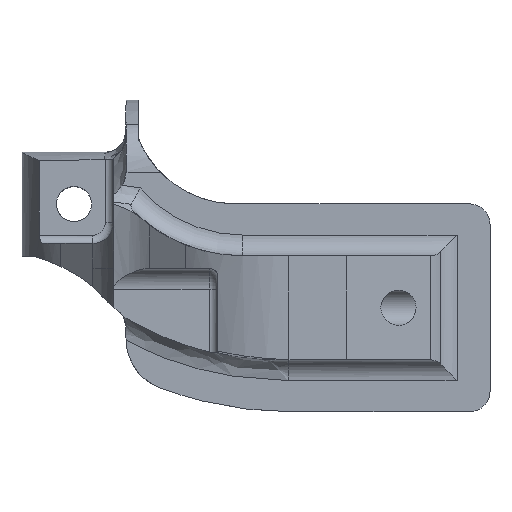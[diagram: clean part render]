
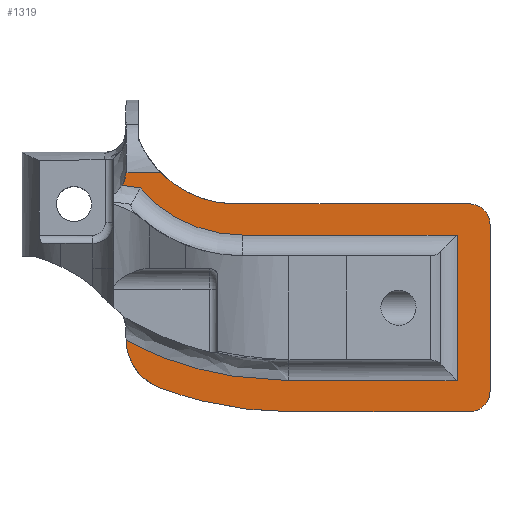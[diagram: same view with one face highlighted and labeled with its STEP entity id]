
A CAD part, top view. The second image highlights one B-rep face of the part: STEP entity #1319.
In plain terms, the highlighted face is planar.
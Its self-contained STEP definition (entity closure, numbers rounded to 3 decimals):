
#61=B_SPLINE_CURVE_WITH_KNOTS('',3,(#1876,#1877,#1878,#1879,#1880,#1881,
#1882),.UNSPECIFIED.,.F.,.F.,(4,3,4),(0.031,0.867,
1.518),.UNSPECIFIED.);
#68=B_SPLINE_CURVE_WITH_KNOTS('',3,(#1943,#1944,#1945,#1946),
 .UNSPECIFIED.,.F.,.F.,(4,4),(-0.532,0.301),
 .UNSPECIFIED.);
#88=B_SPLINE_CURVE_WITH_KNOTS('',3,(#2232,#2233,#2234,#2235,#2236),
 .UNSPECIFIED.,.F.,.F.,(4,1,4),(-4.638,-2.122,-0.582),
 .UNSPECIFIED.);
#100=B_SPLINE_CURVE_WITH_KNOTS('',3,(#2540,#2541,#2542,#2543),
 .UNSPECIFIED.,.F.,.F.,(4,4),(0.415,0.854),
 .UNSPECIFIED.);
#107=B_SPLINE_CURVE_WITH_KNOTS('',3,(#2638,#2639,#2640,#2641,#2642,#2643),
 .UNSPECIFIED.,.F.,.F.,(4,2,4),(0.03,0.25,0.355),
 .UNSPECIFIED.);
#123=B_SPLINE_CURVE_WITH_KNOTS('',3,(#3131,#3132,#3133,#3134,#3135,#3136,
#3137),.UNSPECIFIED.,.F.,.F.,(4,3,4),(0.,2.353,2.802),
 .UNSPECIFIED.);
#147=PLANE('',#1444);
#218=FACE_OUTER_BOUND('',#293,.T.);
#293=EDGE_LOOP('',(#1198,#1199,#1200,#1201,#1202,#1203,#1204,#1205,#1206,
#1207,#1208,#1209,#1210,#1211,#1212,#1213));
#298=LINE('',#1767,#378);
#305=LINE('',#1800,#385);
#320=LINE('',#1978,#400);
#321=LINE('',#1982,#401);
#336=LINE('',#2885,#416);
#375=LINE('',#3139,#455);
#378=VECTOR('',#1462,10.);
#385=VECTOR('',#1481,10.);
#400=VECTOR('',#1530,10.);
#401=VECTOR('',#1535,5.);
#416=VECTOR('',#1596,10.);
#455=VECTOR('',#1745,10.);
#457=CIRCLE('',#1339,5.);
#460=CIRCLE('',#1345,5.);
#467=CIRCLE('',#1359,25.);
#475=CIRCLE('',#1392,32.5);
#493=VERTEX_POINT('',#1760);
#494=VERTEX_POINT('',#1762);
#495=VERTEX_POINT('',#1766);
#503=VERTEX_POINT('',#1795);
#504=VERTEX_POINT('',#1799);
#517=VERTEX_POINT('',#1870);
#518=VERTEX_POINT('',#1875);
#521=VERTEX_POINT('',#1916);
#524=VERTEX_POINT('',#1938);
#525=VERTEX_POINT('',#1948);
#532=VERTEX_POINT('',#1975);
#533=VERTEX_POINT('',#1977);
#534=VERTEX_POINT('',#1981);
#570=VERTEX_POINT('',#2496);
#574=VERTEX_POINT('',#2529);
#587=VERTEX_POINT('',#2884);
#624=EDGE_CURVE('',#494,#493,#457,.T.);
#626=EDGE_CURVE('',#495,#494,#298,.T.);
#636=EDGE_CURVE('',#503,#495,#460,.T.);
#638=EDGE_CURVE('',#504,#503,#305,.T.);
#657=EDGE_CURVE('',#518,#517,#61,.T.);
#666=EDGE_CURVE('',#521,#524,#68,.T.);
#667=EDGE_CURVE('',#521,#525,#467,.T.);
#676=EDGE_CURVE('',#533,#532,#320,.T.);
#678=EDGE_CURVE('',#534,#533,#321,.T.);
#718=EDGE_CURVE('',#532,#518,#88,.T.);
#732=EDGE_CURVE('',#570,#574,#100,.T.);
#740=EDGE_CURVE('',#524,#570,#107,.T.);
#751=EDGE_CURVE('',#587,#534,#336,.T.);
#755=EDGE_CURVE('',#574,#587,#475,.T.);
#820=EDGE_CURVE('',#504,#517,#123,.T.);
#821=EDGE_CURVE('',#493,#525,#375,.T.);
#1198=ORIENTED_EDGE('',*,*,#624,.T.);
#1199=ORIENTED_EDGE('',*,*,#821,.T.);
#1200=ORIENTED_EDGE('',*,*,#667,.F.);
#1201=ORIENTED_EDGE('',*,*,#666,.T.);
#1202=ORIENTED_EDGE('',*,*,#740,.T.);
#1203=ORIENTED_EDGE('',*,*,#732,.T.);
#1204=ORIENTED_EDGE('',*,*,#755,.T.);
#1205=ORIENTED_EDGE('',*,*,#751,.T.);
#1206=ORIENTED_EDGE('',*,*,#678,.T.);
#1207=ORIENTED_EDGE('',*,*,#676,.T.);
#1208=ORIENTED_EDGE('',*,*,#718,.T.);
#1209=ORIENTED_EDGE('',*,*,#657,.T.);
#1210=ORIENTED_EDGE('',*,*,#820,.F.);
#1211=ORIENTED_EDGE('',*,*,#638,.T.);
#1212=ORIENTED_EDGE('',*,*,#636,.T.);
#1213=ORIENTED_EDGE('',*,*,#626,.T.);
#1319=ADVANCED_FACE('',(#218),#147,.F.);
#1339=AXIS2_PLACEMENT_3D('',#1763,#1457,#1458);
#1345=AXIS2_PLACEMENT_3D('',#1796,#1476,#1477);
#1359=AXIS2_PLACEMENT_3D('',#1949,#1516,#1517);
#1392=AXIS2_PLACEMENT_3D('',#2892,#1604,#1605);
#1444=AXIS2_PLACEMENT_3D('',#3140,#1746,#1747);
#1457=DIRECTION('center_axis',(0.,0.,
-1.));
#1458=DIRECTION('ref_axis',(-0.707,0.707,0.));
#1462=DIRECTION('',(0.,1.,0.));
#1476=DIRECTION('center_axis',(0.,0.,
-1.));
#1477=DIRECTION('ref_axis',(-0.707,-0.707,0.));
#1481=DIRECTION('',(-1.,0.,0.));
#1516=DIRECTION('center_axis',(0.,0.,
-1.));
#1517=DIRECTION('ref_axis',(0.653,-0.758,0.));
#1530=DIRECTION('',(1.,0.,0.));
#1535=DIRECTION('',(0.,-1.,0.));
#1596=DIRECTION('',(-1.,0.,0.));
#1604=DIRECTION('center_axis',(0.,0.,
-1.));
#1605=DIRECTION('ref_axis',(0.378,-0.926,0.));
#1745=DIRECTION('',(1.,0.,0.));
#1746=DIRECTION('center_axis',(0.,0.,
1.));
#1747=DIRECTION('ref_axis',(1.,0.,0.));
#1760=CARTESIAN_POINT('',(-82.5,12.5,0.));
#1762=CARTESIAN_POINT('',(-87.5,7.5,0.));
#1763=CARTESIAN_POINT('Origin',(-82.5,7.5,0.));
#1766=CARTESIAN_POINT('',(-87.5,-32.5,0.));
#1767=CARTESIAN_POINT('',(-87.5,-37.5,0.));
#1795=CARTESIAN_POINT('',(-82.5,-37.5,0.));
#1796=CARTESIAN_POINT('Origin',(-82.5,-32.5,0.));
#1799=CARTESIAN_POINT('',(-39.863,-37.5,0.));
#1800=CARTESIAN_POINT('',(-39.863,-37.5,0.));
#1870=CARTESIAN_POINT('',(-8.102,-31.7,0.));
#1875=CARTESIAN_POINT('',(-0.004,-20.305,0.));
#1876=CARTESIAN_POINT('Ctrl Pts',(-0.004,-20.305,
0.));
#1877=CARTESIAN_POINT('Ctrl Pts',(-0.074,-23.085,
0.));
#1878=CARTESIAN_POINT('Ctrl Pts',(-1.103,-25.835,0.));
#1879=CARTESIAN_POINT('Ctrl Pts',(-2.874,-27.977,0.));
#1880=CARTESIAN_POINT('Ctrl Pts',(-4.252,-29.642,0.));
#1881=CARTESIAN_POINT('Ctrl Pts',(-6.077,-30.939,0.));
#1882=CARTESIAN_POINT('Ctrl Pts',(-8.102,-31.7,0.));
#1916=CARTESIAN_POINT('',(-8.322,19.999,0.));
#1938=CARTESIAN_POINT('',(0.007,19.999,0.));
#1943=CARTESIAN_POINT('Ctrl Pts',(-8.322,19.999,0.));
#1944=CARTESIAN_POINT('Ctrl Pts',(-5.546,19.999,0.));
#1945=CARTESIAN_POINT('Ctrl Pts',(-2.769,19.999,0.));
#1946=CARTESIAN_POINT('Ctrl Pts',(0.007,19.999,
0.));
#1948=CARTESIAN_POINT('',(-26.175,12.5,0.));
#1949=CARTESIAN_POINT('Origin',(-26.175,37.5,0.));
#1975=CARTESIAN_POINT('',(-38.967,-30.,0.));
#1977=CARTESIAN_POINT('',(-79.583,-30.,0.));
#1978=CARTESIAN_POINT('',(-7.,-30.,0.));
#1981=CARTESIAN_POINT('',(-79.583,5.,0.));
#1982=CARTESIAN_POINT('',(-79.583,-12.5,0.));
#2232=CARTESIAN_POINT('Ctrl Pts',(-38.967,-30.,0.));
#2233=CARTESIAN_POINT('Ctrl Pts',(-30.579,-30.,0.));
#2234=CARTESIAN_POINT('Ctrl Pts',(-17.054,-27.978,0.));
#2235=CARTESIAN_POINT('Ctrl Pts',(-4.526,-22.732,0.));
#2236=CARTESIAN_POINT('Ctrl Pts',(-0.004,-20.304,
0.));
#2496=CARTESIAN_POINT('',(0.959,16.941,0.));
#2529=CARTESIAN_POINT('',(-3.384,16.316,0.));
#2540=CARTESIAN_POINT('Ctrl Pts',(0.959,16.94,0.));
#2541=CARTESIAN_POINT('Ctrl Pts',(-0.491,16.748,0.));
#2542=CARTESIAN_POINT('Ctrl Pts',(-1.937,16.528,0.));
#2543=CARTESIAN_POINT('Ctrl Pts',(-3.384,16.316,0.));
#2638=CARTESIAN_POINT('Ctrl Pts',(0.007,19.999,
0.));
#2639=CARTESIAN_POINT('Ctrl Pts',(0.042,19.267,0.));
#2640=CARTESIAN_POINT('Ctrl Pts',(0.201,18.541,0.));
#2641=CARTESIAN_POINT('Ctrl Pts',(0.614,17.543,0.));
#2642=CARTESIAN_POINT('Ctrl Pts',(0.773,17.234,0.));
#2643=CARTESIAN_POINT('Ctrl Pts',(0.959,16.941,0.));
#2884=CARTESIAN_POINT('',(-28.031,5.,0.));
#2885=CARTESIAN_POINT('',(-7.,5.,0.));
#2892=CARTESIAN_POINT('Origin',(-28.031,37.5,0.));
#3131=CARTESIAN_POINT('Ctrl Pts',(-39.863,-37.5,0.));
#3132=CARTESIAN_POINT('Ctrl Pts',(-30.737,-37.5,0.));
#3133=CARTESIAN_POINT('Ctrl Pts',(-21.689,-36.097,0.));
#3134=CARTESIAN_POINT('Ctrl Pts',(-13.018,-33.39,0.));
#3135=CARTESIAN_POINT('Ctrl Pts',(-11.364,-32.873,0.));
#3136=CARTESIAN_POINT('Ctrl Pts',(-9.724,-32.31,0.));
#3137=CARTESIAN_POINT('Ctrl Pts',(-8.102,-31.7,0.));
#3139=CARTESIAN_POINT('',(-85.644,12.5,0.));
#3140=CARTESIAN_POINT('Origin',(-1.5,-3.6,0.));
